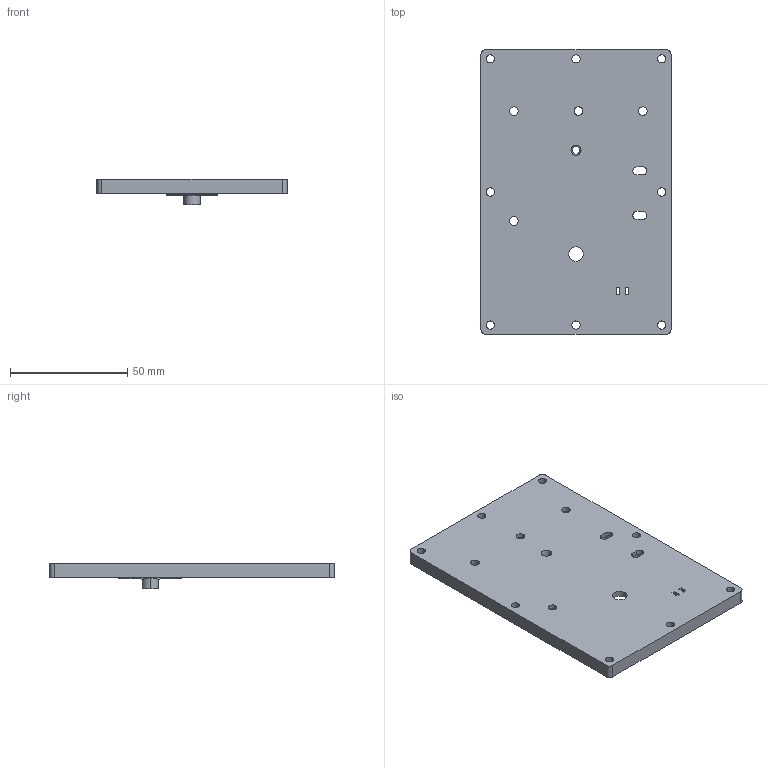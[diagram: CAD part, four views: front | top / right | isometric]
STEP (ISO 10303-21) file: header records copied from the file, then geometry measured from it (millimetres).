
FILE_DESCRIPTION (( 'STEP AP203' ), '1' );
FILE_NAME ('Cutter V4 Lid.STEP', '2021-07-11T12:34:26', ( '' ), ( '' ), 'SwSTEP 2.0', 'SolidWorks 2020', '' );
FILE_SCHEMA (( 'CONFIG_CONTROL_DESIGN' ));
Length unit declared in the file: millimetre
Products named in the file (1): Cutter V4 Lid
Bounding box: 81.16 x 121.62 x 10.8 mm (x, y, z)
Volume: 47892.5 mm3; surface area: 24337.6 mm2
Topology: 1 solids, 1 shells, 208 faces, 585 edges, 385 vertices
Faces by surface type: plane 159, cylinder 42, cone 4, torus 3
Entity records: 6862 total; most frequent: CARTESIAN_POINT 1260, ORIENTED_EDGE 1170, DIRECTION 1097, EDGE_CURVE 585, LINE 473, VECTOR 473, VERTEX_POINT 385, AXIS2_PLACEMENT_3D 312
